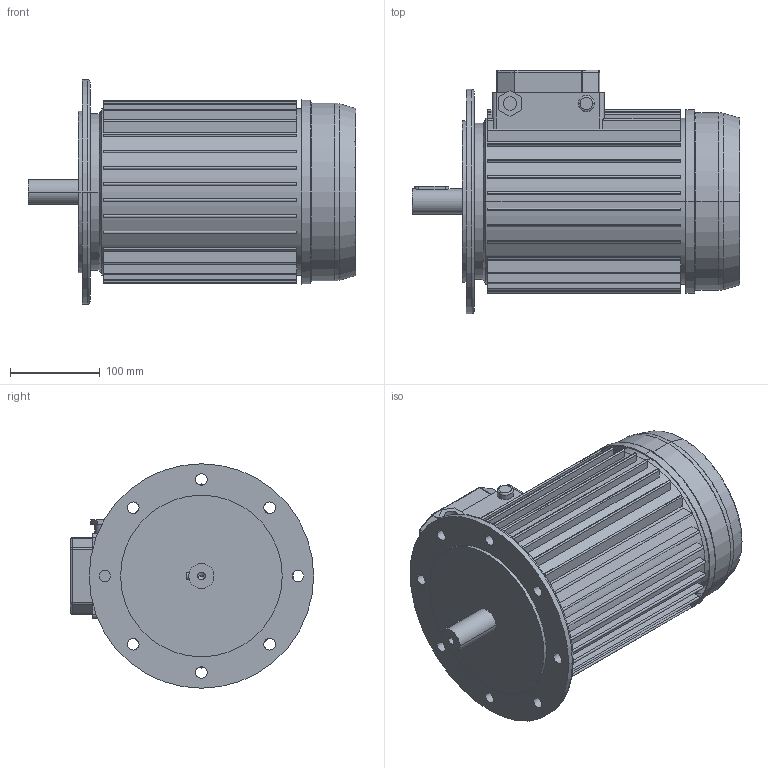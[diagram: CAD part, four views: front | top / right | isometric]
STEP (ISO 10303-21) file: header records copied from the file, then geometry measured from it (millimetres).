
FILE_DESCRIPTION (( 'STEP AP214' ), '1' );
FILE_NAME ('Motor 100 con brida B5.STEP', '2009-04-29T08:02:13', ( 'Enginy' ), ( 'Usuario' ), 'SwSTEP 2.0', 'SolidWorks 2009', '' );
FILE_SCHEMA (( 'AUTOMOTIVE_DESIGN' ));
Length unit declared in the file: millimetre
Products named in the file (4): Motor 100 con brida B5; Cuerpo 100 (para brida B-5 , B-14); Brida B-5 para motores 100; Tapa 100 (para bridas B-5, B-5R y B-14)
Assembly tree (3 placements, depth 2):
  Motor 100 con brida B5
    Cuerpo 100 (para brida B-5 , B-14)
    Brida B-5 para motores 100
    Tapa 100 (para bridas B-5, B-5R y B-14)
Bounding box: 365 x 271 x 250 mm (x, y, z)
Volume: 8578304.1 mm3; surface area: 600534.8 mm2
Topology: 3 solids, 3 shells, 486 faces, 1283 edges, 831 vertices
Faces by surface type: plane 338, cylinder 108, cone 16, torus 16, sphere 8
Entity records: 15402 total; most frequent: CARTESIAN_POINT 2810, DIRECTION 2569, ORIENTED_EDGE 2546, EDGE_CURVE 1273, VECTOR 929, LINE 929, VERTEX_POINT 831, AXIS2_PLACEMENT_3D 820
